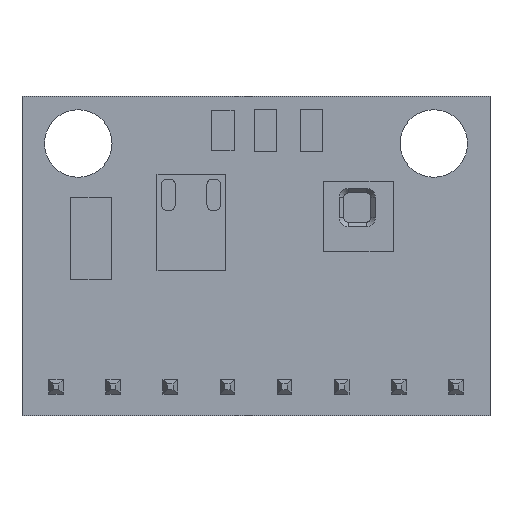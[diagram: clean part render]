
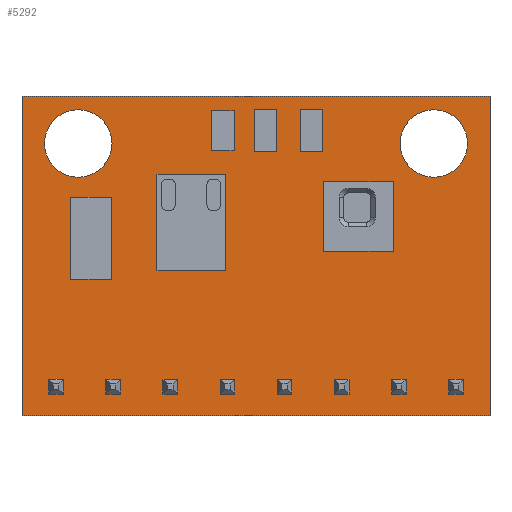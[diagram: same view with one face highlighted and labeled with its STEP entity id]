
A CAD part, top view. The second image highlights one B-rep face of the part: STEP entity #5292.
In plain terms, the highlighted planar face has unit normal (0, 0, 1).
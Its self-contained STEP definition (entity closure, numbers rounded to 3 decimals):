
#15=CIRCLE('',#5618,1.5);
#17=CIRCLE('',#5621,1.5);
#97=FACE_BOUND('',#662,.T.);
#98=FACE_BOUND('',#663,.T.);
#338=FACE_OUTER_BOUND('',#661,.T.);
#661=EDGE_LOOP('',(#4345,#4346,#4347,#4348));
#662=EDGE_LOOP('',(#4349));
#663=EDGE_LOOP('',(#4350));
#1279=LINE('',#8206,#1959);
#1282=LINE('',#8212,#1962);
#1285=LINE('',#8218,#1965);
#1288=LINE('',#8222,#1968);
#1959=VECTOR('',#6745,10.);
#1962=VECTOR('',#6750,10.);
#1965=VECTOR('',#6755,10.);
#1968=VECTOR('',#6760,10.);
#2425=VERTEX_POINT('',#8188);
#2427=VERTEX_POINT('',#8194);
#2431=VERTEX_POINT('',#8203);
#2432=VERTEX_POINT('',#8205);
#2434=VERTEX_POINT('',#8211);
#2436=VERTEX_POINT('',#8217);
#3075=EDGE_CURVE('',#2425,#2425,#15,.T.);
#3078=EDGE_CURVE('',#2427,#2427,#17,.T.);
#3083=EDGE_CURVE('',#2432,#2431,#1279,.T.);
#3086=EDGE_CURVE('',#2434,#2432,#1282,.T.);
#3089=EDGE_CURVE('',#2436,#2434,#1285,.T.);
#3092=EDGE_CURVE('',#2431,#2436,#1288,.T.);
#4345=ORIENTED_EDGE('',*,*,#3092,.T.);
#4346=ORIENTED_EDGE('',*,*,#3089,.T.);
#4347=ORIENTED_EDGE('',*,*,#3086,.T.);
#4348=ORIENTED_EDGE('',*,*,#3083,.T.);
#4349=ORIENTED_EDGE('',*,*,#3075,.T.);
#4350=ORIENTED_EDGE('',*,*,#3078,.T.);
#4909=PLANE('',#5627);
#5292=ADVANCED_FACE('',(#338,#97,#98),#4909,.T.);
#5618=AXIS2_PLACEMENT_3D('',#8189,#6729,#6730);
#5621=AXIS2_PLACEMENT_3D('',#8195,#6736,#6737);
#5627=AXIS2_PLACEMENT_3D('',#8223,#6761,#6762);
#6729=DIRECTION('center_axis',(0.,0.,-1.));
#6730=DIRECTION('ref_axis',(-1.,0.,0.));
#6736=DIRECTION('center_axis',(0.,0.,-1.));
#6737=DIRECTION('ref_axis',(-1.,0.,0.));
#6745=DIRECTION('',(-1.,0.,0.));
#6750=DIRECTION('',(0.,1.,0.));
#6755=DIRECTION('',(1.,0.,0.));
#6760=DIRECTION('',(0.,-1.,0.));
#6761=DIRECTION('center_axis',(0.,0.,1.));
#6762=DIRECTION('ref_axis',(1.,0.,0.));
#8188=CARTESIAN_POINT('',(4.,12.1,1.5));
#8189=CARTESIAN_POINT('Origin',(2.5,12.1,1.5));
#8194=CARTESIAN_POINT('',(19.8,12.1,1.5));
#8195=CARTESIAN_POINT('Origin',(18.3,12.1,1.5));
#8203=CARTESIAN_POINT('',(0.,14.2,1.5));
#8205=CARTESIAN_POINT('',(20.8,14.2,1.5));
#8206=CARTESIAN_POINT('',(20.8,14.2,1.5));
#8211=CARTESIAN_POINT('',(20.8,0.,1.5));
#8212=CARTESIAN_POINT('',(20.8,0.,1.5));
#8217=CARTESIAN_POINT('',(0.,0.,1.5));
#8218=CARTESIAN_POINT('',(0.,0.,1.5));
#8222=CARTESIAN_POINT('',(0.,14.2,1.5));
#8223=CARTESIAN_POINT('Origin',(10.4,7.1,1.5));
